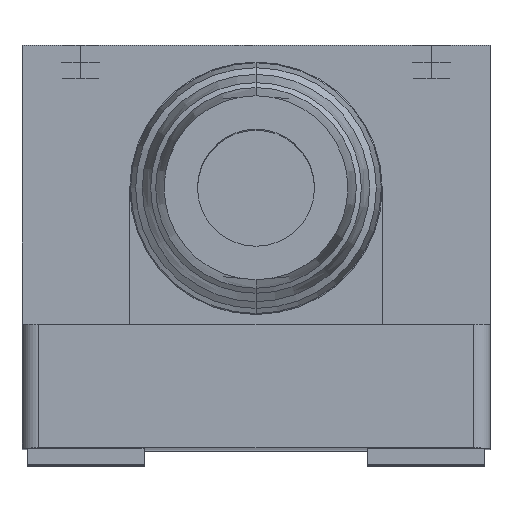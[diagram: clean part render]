
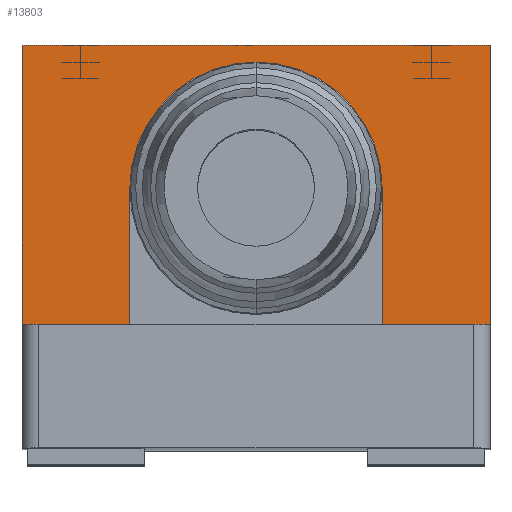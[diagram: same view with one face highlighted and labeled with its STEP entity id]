
A CAD part, top view. The second image highlights one B-rep face of the part: STEP entity #13803.
In plain terms, the highlighted planar face has unit normal (0, 0, 1).
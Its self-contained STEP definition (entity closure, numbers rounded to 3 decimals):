
#734 = EDGE_CURVE ( 'NONE', #20486, #11690, #5419, .T. ) ;
#1095 = CARTESIAN_POINT ( 'NONE',  ( -14., 24.1, -8.8 ) ) ;
#1238 = EDGE_CURVE ( 'NONE', #3046, #11917, #7755, .T. ) ;
#1653 = DIRECTION ( 'NONE',  ( -1., 0., 0. ) ) ;
#2094 = DIRECTION ( 'NONE',  ( -1., 0., 0. ) ) ;
#3044 = VERTEX_POINT ( 'NONE', #16249 ) ;
#3046 = VERTEX_POINT ( 'NONE', #1095 ) ;
#3105 = DIRECTION ( 'NONE',  ( 0., 1., 0. ) ) ;
#3811 = ORIENTED_EDGE ( 'NONE', *, *, #734, .F. ) ;
#4040 = CARTESIAN_POINT ( 'NONE',  ( 14., 24.1, -8.8 ) ) ;
#5116 = AXIS2_PLACEMENT_3D ( 'NONE', #13519, #13386, #22007 ) ;
#5419 = LINE ( 'NONE', #7788, #24683 ) ;
#5697 = DIRECTION ( 'NONE',  ( 0., -1., 0. ) ) ;
#7023 = CARTESIAN_POINT ( 'NONE',  ( 14., 24.1, -8.8 ) ) ;
#7611 = AXIS2_PLACEMENT_3D ( 'NONE', #13676, #15485, #3105 ) ;
#7755 = LINE ( 'NONE', #26685, #18922 ) ;
#7788 = CARTESIAN_POINT ( 'NONE',  ( 14., 24.1, -8.8 ) ) ;
#8001 = CIRCLE ( 'NONE', #16440, 3.5 ) ;
#8075 = VECTOR ( 'NONE', #2094, 1000. ) ;
#8913 = CARTESIAN_POINT ( 'NONE',  ( -14., 6.7, -8.8 ) ) ;
#9944 = ORIENTED_EDGE ( 'NONE', *, *, #26238, .T. ) ;
#11329 = PLANE ( 'NONE',  #7611 ) ;
#11690 = VERTEX_POINT ( 'NONE', #12513 ) ;
#11917 = VERTEX_POINT ( 'NONE', #8913 ) ;
#12513 = CARTESIAN_POINT ( 'NONE',  ( 14., 6.7, -8.8 ) ) ;
#13386 = DIRECTION ( 'NONE',  ( 0., 0., -1. ) ) ;
#13519 = CARTESIAN_POINT ( 'NONE',  ( 0., 15.55, -8.8 ) ) ;
#13676 = CARTESIAN_POINT ( 'NONE',  ( 14., 24.1, -8.8 ) ) ;
#13803 = ADVANCED_FACE ( 'NONE', ( #22159, #17984 ), #11329, .F. ) ;
#14577 = ORIENTED_EDGE ( 'NONE', *, *, #1238, .T. ) ;
#14778 = EDGE_LOOP ( 'NONE', ( #9944, #20534 ) ) ;
#15283 = EDGE_CURVE ( 'NONE', #20486, #3046, #23089, .T. ) ;
#15485 = DIRECTION ( 'NONE',  ( 0., 0., -1. ) ) ;
#15678 = CARTESIAN_POINT ( 'NONE',  ( 0., 15.55, -8.8 ) ) ;
#15836 = VERTEX_POINT ( 'NONE', #20058 ) ;
#16249 = CARTESIAN_POINT ( 'NONE',  ( -3.5, 15.55, -8.8 ) ) ;
#16440 = AXIS2_PLACEMENT_3D ( 'NONE', #15678, #24174, #22077 ) ;
#16870 = EDGE_CURVE ( 'NONE', #11690, #11917, #27519, .T. ) ;
#17984 = FACE_OUTER_BOUND ( 'NONE', #23368, .T. ) ;
#18922 = VECTOR ( 'NONE', #24313, 1000. ) ;
#20058 = CARTESIAN_POINT ( 'NONE',  ( 3.5, 15.55, -8.8 ) ) ;
#20486 = VERTEX_POINT ( 'NONE', #7023 ) ;
#20534 = ORIENTED_EDGE ( 'NONE', *, *, #21484, .T. ) ;
#21244 = CARTESIAN_POINT ( 'NONE',  ( 14., 6.7, -8.8 ) ) ;
#21484 = EDGE_CURVE ( 'NONE', #3044, #15836, #25572, .T. ) ;
#22007 = DIRECTION ( 'NONE',  ( 0., 1., 0. ) ) ;
#22077 = DIRECTION ( 'NONE',  ( 0., 1., 0. ) ) ;
#22159 = FACE_BOUND ( 'NONE', #14778, .T. ) ;
#23089 = LINE ( 'NONE', #4040, #8075 ) ;
#23368 = EDGE_LOOP ( 'NONE', ( #14577, #25676, #3811, #26726 ) ) ;
#23818 = VECTOR ( 'NONE', #1653, 1000. ) ;
#24174 = DIRECTION ( 'NONE',  ( 0., 0., -1. ) ) ;
#24313 = DIRECTION ( 'NONE',  ( 0., -1., 0. ) ) ;
#24683 = VECTOR ( 'NONE', #5697, 1000. ) ;
#25572 = CIRCLE ( 'NONE', #5116, 3.5 ) ;
#25676 = ORIENTED_EDGE ( 'NONE', *, *, #16870, .F. ) ;
#26238 = EDGE_CURVE ( 'NONE', #15836, #3044, #8001, .T. ) ;
#26685 = CARTESIAN_POINT ( 'NONE',  ( -14., 24.1, -8.8 ) ) ;
#26726 = ORIENTED_EDGE ( 'NONE', *, *, #15283, .T. ) ;
#27519 = LINE ( 'NONE', #21244, #23818 ) ;
